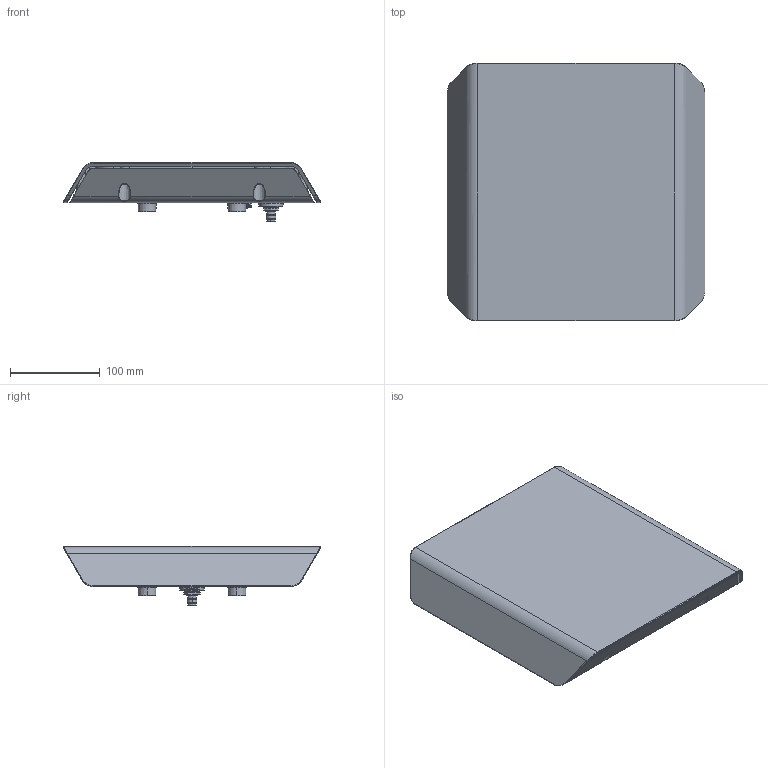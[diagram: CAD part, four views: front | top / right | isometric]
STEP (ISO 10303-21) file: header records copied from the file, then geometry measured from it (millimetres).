
FILE_DESCRIPTION((''),'2;1');
FILE_NAME('CAD-8627_SW0001_NEU','2023-03-17T13:47:02',('creinig-se'),(''),'CREO PARAMETRIC BY PTC INC, 2019292','CREO PARAMETRIC BY PTC INC, 2019292','');
FILE_SCHEMA(('CONFIG_CONTROL_DESIGN','SHAPE_APPEARANCE_LAYERS_GROUPS'));
Products named in the file (1): CAD-8627_SW0001_NEU
Bounding box: 286.92 x 287.27 x 65.8 mm (x, y, z)
Volume: 2558833.4 mm3; surface area: 323559 mm2
Topology: 3 solids, 6 shells, 1986 faces, 5462 edges, 3473 vertices
Faces by surface type: plane 905, cylinder 382, bspline 270, cone 238, torus 153, sphere 38
Entity records: 110251 total; most frequent: CARTESIAN_POINT 38291, ORIENTED_EDGE 10758, DIRECTION 9046, EDGE_CURVE 5379, FILL_AREA_STYLE_COLOUR 3943, FILL_AREA_STYLE 3943, SURFACE_STYLE_FILL_AREA 3943, SURFACE_SIDE_STYLE 3943
